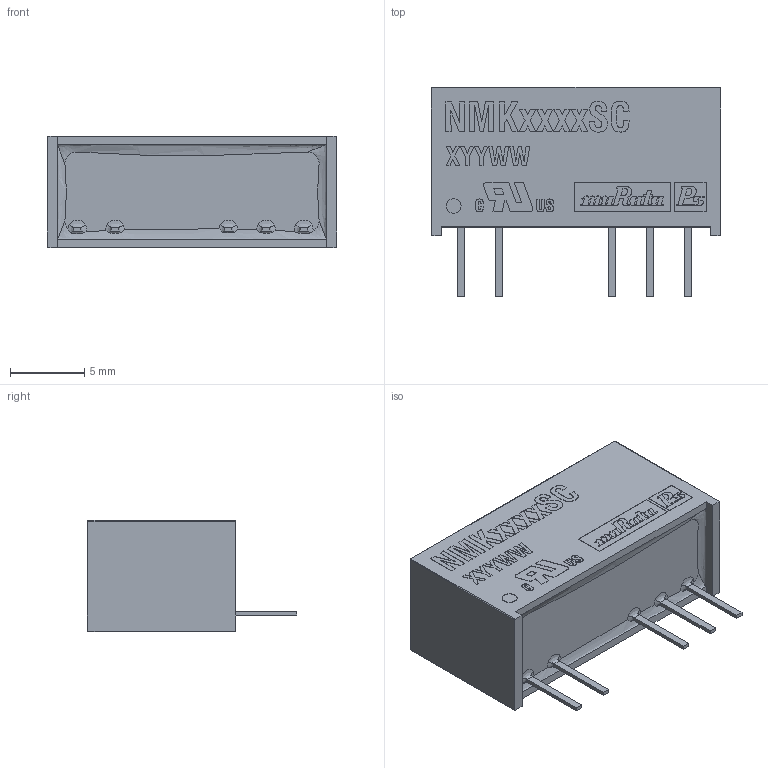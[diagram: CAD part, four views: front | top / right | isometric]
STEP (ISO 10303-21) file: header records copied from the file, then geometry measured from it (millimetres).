
FILE_DESCRIPTION (( 'STEP AP214' ), '1' );
FILE_NAME ('mps_dcdc_nmk_sc_a.STEP', '2014-10-03T20:14:27', ( '' ), ( '' ), 'SwSTEP 2.0', 'SolidWorks 2014', '' );
FILE_SCHEMA (( 'AUTOMOTIVE_DESIGN' ));
Length unit declared in the file: millimetre
Products named in the file (1): mps_dcdc_nmk_sc_a
Bounding box: 19.5 x 14.1 x 7.52 mm (x, y, z)
Volume: 560 mm3; surface area: 1714.3 mm2
Topology: 34 solids, 34 shells, 607 faces, 1607 edges, 1064 vertices
Faces by surface type: plane 405, cylinder 122, bspline 76, sphere 4
Full cylindrical faces by diameter (mm): 1 x1
Entity records: 28931 total; most frequent: CARTESIAN_POINT 7215, ORIENTED_EDGE 3204, DIRECTION 2717, EDGE_CURVE 1602, VECTOR 1165, LINE 1165, VERTEX_POINT 1064, AXIS2_PLACEMENT_3D 776
